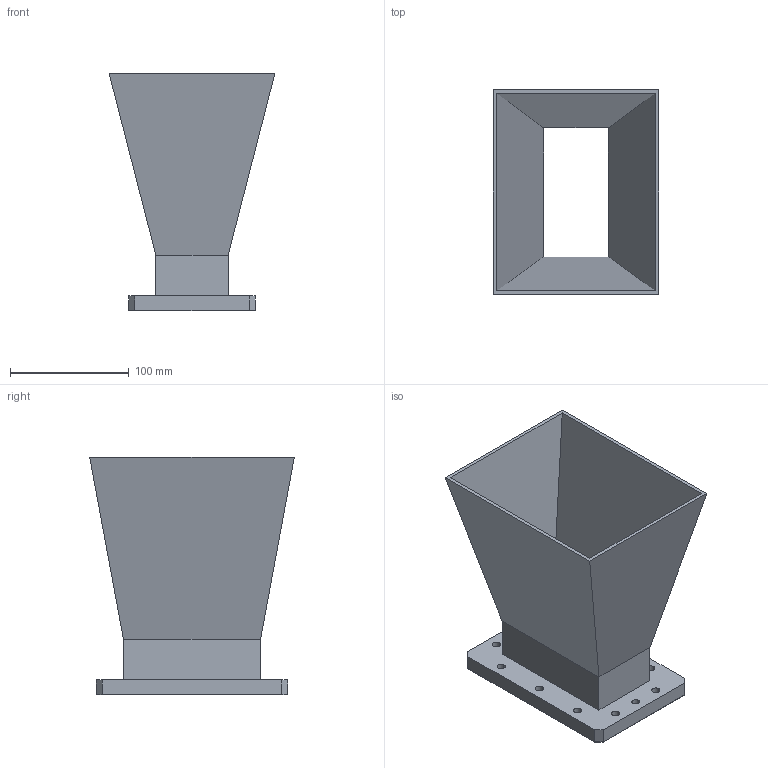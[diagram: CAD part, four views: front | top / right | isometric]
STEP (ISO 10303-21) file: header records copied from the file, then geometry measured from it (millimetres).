
FILE_DESCRIPTION (( 'STEP AP214' ), '1' );
FILE_NAME ('FMWAN430-10.step', '2021-09-15T18:18:57', ( '' ), ( '' ), 'SwSTEP 2.0', 'SolidWorks 2021', '' );
FILE_SCHEMA (( 'AUTOMOTIVE_DESIGN' ));
Length unit declared in the file: millimetre
Products named in the file (1): FMWAN430-10
Bounding box: 139.44 x 172.12 x 200 mm (x, y, z)
Volume: 428669 mm3; surface area: 215001.5 mm2
Topology: 1 solids, 1 shells, 72 faces, 192 edges, 124 vertices
Faces by surface type: plane 48, cylinder 24
Entity records: 2325 total; most frequent: CARTESIAN_POINT 389, DIRECTION 386, ORIENTED_EDGE 384, EDGE_CURVE 192, LINE 144, VECTOR 144, VERTEX_POINT 124, AXIS2_PLACEMENT_3D 121
